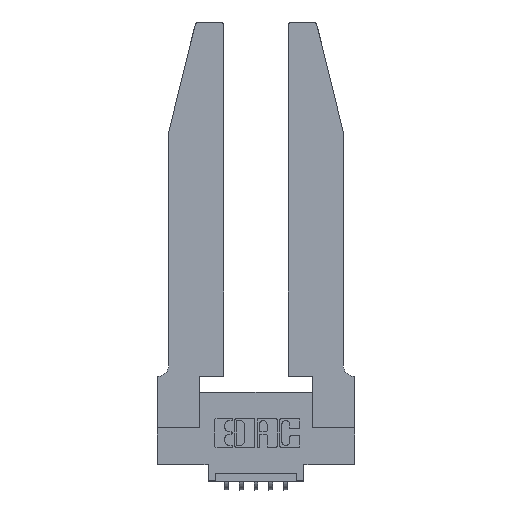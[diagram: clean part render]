
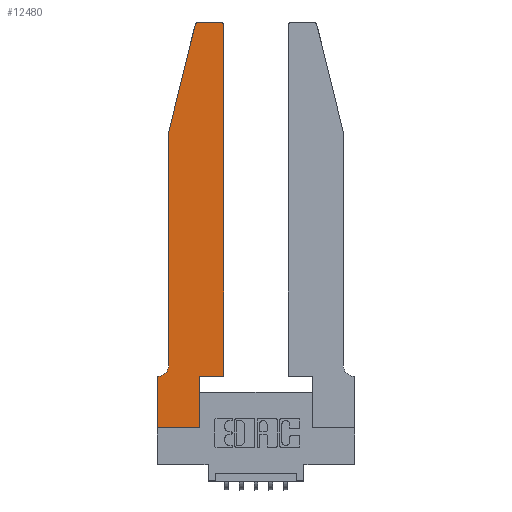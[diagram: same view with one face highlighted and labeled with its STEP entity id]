
A CAD part, top view. The second image highlights one B-rep face of the part: STEP entity #12480.
In plain terms, the highlighted planar face has unit normal (0, 0, 1).
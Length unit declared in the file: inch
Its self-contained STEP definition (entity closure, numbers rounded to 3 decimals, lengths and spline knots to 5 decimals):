
#223 = LINE ( 'NONE', #9411, #379 ) ;
#264 = VERTEX_POINT ( 'NONE', #651 ) ;
#379 = VECTOR ( 'NONE', #2021, 39.37008 ) ;
#387 = CARTESIAN_POINT ( 'NONE',  ( 0.0755, 0.35, 0.37 ) ) ;
#434 = VERTEX_POINT ( 'NONE', #2552 ) ;
#511 = VECTOR ( 'NONE', #5867, 39.37008 ) ;
#651 = CARTESIAN_POINT ( 'NONE',  ( 0., 0., 0.37 ) ) ;
#679 = VERTEX_POINT ( 'NONE', #7716 ) ;
#889 = ORIENTED_EDGE ( 'NONE', *, *, #11053, .T. ) ;
#1067 = ORIENTED_EDGE ( 'NONE', *, *, #2846, .T. ) ;
#1388 = CARTESIAN_POINT ( 'NONE',  ( 0.0755, 2., 0.37 ) ) ;
#1517 = EDGE_CURVE ( 'NONE', #10239, #4940, #223, .T. ) ;
#1544 = ORIENTED_EDGE ( 'NONE', *, *, #5398, .T. ) ;
#1701 = ORIENTED_EDGE ( 'NONE', *, *, #2451, .T. ) ;
#1724 = LINE ( 'NONE', #8506, #6997 ) ;
#2021 = DIRECTION ( 'NONE',  ( -1., 0., 0. ) ) ;
#2073 = VECTOR ( 'NONE', #8243, 39.37008 ) ;
#2275 = EDGE_CURVE ( 'NONE', #8872, #679, #11116, .T. ) ;
#2451 = EDGE_CURVE ( 'NONE', #264, #5014, #9133, .T. ) ;
#2460 = CARTESIAN_POINT ( 'NONE',  ( 0., 0.35, 0.37 ) ) ;
#2552 = CARTESIAN_POINT ( 'NONE',  ( 0.25487, 2.72718, 0.37 ) ) ;
#2723 = ORIENTED_EDGE ( 'NONE', *, *, #2950, .T. ) ;
#2766 = CARTESIAN_POINT ( 'NONE',  ( 0.4505, 0.35, 0.37 ) ) ;
#2846 = EDGE_CURVE ( 'NONE', #434, #4900, #12314, .T. ) ;
#2950 = EDGE_CURVE ( 'NONE', #679, #264, #11615, .T. ) ;
#3201 = ORIENTED_EDGE ( 'NONE', *, *, #10343, .T. ) ;
#3569 = CIRCLE ( 'NONE', #7271, 0.07 ) ;
#3982 = DIRECTION ( 'NONE',  ( 1., 0., 0. ) ) ;
#4154 = VECTOR ( 'NONE', #10971, 39.37008 ) ;
#4900 = VERTEX_POINT ( 'NONE', #8101 ) ;
#4940 = VERTEX_POINT ( 'NONE', #13322 ) ;
#5014 = VERTEX_POINT ( 'NONE', #13689 ) ;
#5393 = CARTESIAN_POINT ( 'NONE',  ( 0.0055, 0.35, 0.37 ) ) ;
#5398 = EDGE_CURVE ( 'NONE', #4940, #434, #7043, .T. ) ;
#5570 = CARTESIAN_POINT ( 'NONE',  ( 0.0755, 0.42, 0.37 ) ) ;
#5637 = DIRECTION ( 'NONE',  ( 1., 0., 0. ) ) ;
#5867 = DIRECTION ( 'NONE',  ( 1., 0., 0. ) ) ;
#5898 = DIRECTION ( 'NONE',  ( 1., 0., 0. ) ) ;
#5944 = ORIENTED_EDGE ( 'NONE', *, *, #2275, .T. ) ;
#6013 = CARTESIAN_POINT ( 'NONE',  ( 0.4505, 0.35, 0.37 ) ) ;
#6022 = DIRECTION ( 'NONE',  ( 0., 0., -1. ) ) ;
#6317 = FACE_OUTER_BOUND ( 'NONE', #12890, .T. ) ;
#6459 = VECTOR ( 'NONE', #12292, 39.37008 ) ;
#6804 = VERTEX_POINT ( 'NONE', #2766 ) ;
#6997 = VECTOR ( 'NONE', #9612, 39.37008 ) ;
#7043 = CIRCLE ( 'NONE', #7508, 0.03 ) ;
#7271 = AXIS2_PLACEMENT_3D ( 'NONE', #8157, #6022, #8114 ) ;
#7296 = VECTOR ( 'NONE', #9467, 39.37008 ) ;
#7306 = VERTEX_POINT ( 'NONE', #5570 ) ;
#7508 = AXIS2_PLACEMENT_3D ( 'NONE', #9197, #9234, #5898 ) ;
#7667 = DIRECTION ( 'NONE',  ( -0.239, -0.971, 0. ) ) ;
#7716 = CARTESIAN_POINT ( 'NONE',  ( 0., 0.35, 0.37 ) ) ;
#7964 = VERTEX_POINT ( 'NONE', #13086 ) ;
#8101 = CARTESIAN_POINT ( 'NONE',  ( 0.0755, 2., 0.37 ) ) ;
#8114 = DIRECTION ( 'NONE',  ( -1., 0., 0. ) ) ;
#8134 = DIRECTION ( 'NONE',  ( 0., 1., 0. ) ) ;
#8151 = DIRECTION ( 'NONE',  ( 0., 0., 1. ) ) ;
#8157 = CARTESIAN_POINT ( 'NONE',  ( 0.0055, 0.42, 0.37 ) ) ;
#8243 = DIRECTION ( 'NONE',  ( 1., 0., 0. ) ) ;
#8375 = ORIENTED_EDGE ( 'NONE', *, *, #11265, .T. ) ;
#8506 = CARTESIAN_POINT ( 'NONE',  ( 0.4505, 0.35, 0.37 ) ) ;
#8872 = VERTEX_POINT ( 'NONE', #5393 ) ;
#9133 = LINE ( 'NONE', #10174, #511 ) ;
#9197 = CARTESIAN_POINT ( 'NONE',  ( 0.284, 2.72, 0.37 ) ) ;
#9234 = DIRECTION ( 'NONE',  ( 0., 0., 1. ) ) ;
#9296 = LINE ( 'NONE', #1388, #7296 ) ;
#9411 = CARTESIAN_POINT ( 'NONE',  ( 0.2605, 2.75, 0.37 ) ) ;
#9467 = DIRECTION ( 'NONE',  ( 0., -1., 0. ) ) ;
#9497 = LINE ( 'NONE', #6013, #2073 ) ;
#9612 = DIRECTION ( 'NONE',  ( 0., 1., 0. ) ) ;
#9841 = DIRECTION ( 'NONE',  ( 0., 0., 1. ) ) ;
#10109 = CARTESIAN_POINT ( 'NONE',  ( 0., 0., 0.37 ) ) ;
#10174 = CARTESIAN_POINT ( 'NONE',  ( 0., 0., 0.37 ) ) ;
#10239 = VERTEX_POINT ( 'NONE', #10896 ) ;
#10343 = EDGE_CURVE ( 'NONE', #7306, #8872, #3569, .T. ) ;
#10790 = VECTOR ( 'NONE', #8134, 39.37008 ) ;
#10896 = CARTESIAN_POINT ( 'NONE',  ( 0.4205, 2.75, 0.37 ) ) ;
#10971 = DIRECTION ( 'NONE',  ( -1., 0., 0. ) ) ;
#11013 = PLANE ( 'NONE',  #12562 ) ;
#11053 = EDGE_CURVE ( 'NONE', #12673, #6804, #9497, .T. ) ;
#11116 = LINE ( 'NONE', #387, #4154 ) ;
#11156 = CARTESIAN_POINT ( 'NONE',  ( 0.2865, 0.35, 0.37 ) ) ;
#11166 = CIRCLE ( 'NONE', #12229, 0.03 ) ;
#11265 = EDGE_CURVE ( 'NONE', #6804, #7964, #1724, .T. ) ;
#11543 = CARTESIAN_POINT ( 'NONE',  ( 0.2865, 0.35, 0.37 ) ) ;
#11613 = ORIENTED_EDGE ( 'NONE', *, *, #13608, .T. ) ;
#11615 = LINE ( 'NONE', #10109, #6459 ) ;
#12055 = CARTESIAN_POINT ( 'NONE',  ( 0.0755, 2., 0.37 ) ) ;
#12118 = ORIENTED_EDGE ( 'NONE', *, *, #1517, .T. ) ;
#12229 = AXIS2_PLACEMENT_3D ( 'NONE', #12325, #8151, #3982 ) ;
#12292 = DIRECTION ( 'NONE',  ( 0., -1., 0. ) ) ;
#12314 = LINE ( 'NONE', #12055, #12636 ) ;
#12325 = CARTESIAN_POINT ( 'NONE',  ( 0.4205, 2.72, 0.37 ) ) ;
#12480 = ADVANCED_FACE ( 'NONE', ( #6317 ), #11013, .T. ) ;
#12528 = EDGE_CURVE ( 'NONE', #5014, #12673, #12822, .T. ) ;
#12562 = AXIS2_PLACEMENT_3D ( 'NONE', #2460, #9841, #5637 ) ;
#12636 = VECTOR ( 'NONE', #7667, 39.37008 ) ;
#12673 = VERTEX_POINT ( 'NONE', #11543 ) ;
#12822 = LINE ( 'NONE', #11156, #10790 ) ;
#12826 = EDGE_CURVE ( 'NONE', #4900, #7306, #9296, .T. ) ;
#12890 = EDGE_LOOP ( 'NONE', ( #12118, #1544, #1067, #13096, #3201, #5944, #2723, #1701, #13020, #889, #8375, #11613 ) ) ;
#13020 = ORIENTED_EDGE ( 'NONE', *, *, #12528, .T. ) ;
#13086 = CARTESIAN_POINT ( 'NONE',  ( 0.4505, 2.72, 0.37 ) ) ;
#13096 = ORIENTED_EDGE ( 'NONE', *, *, #12826, .T. ) ;
#13322 = CARTESIAN_POINT ( 'NONE',  ( 0.284, 2.75, 0.37 ) ) ;
#13608 = EDGE_CURVE ( 'NONE', #7964, #10239, #11166, .T. ) ;
#13689 = CARTESIAN_POINT ( 'NONE',  ( 0.2865, 0., 0.37 ) ) ;
